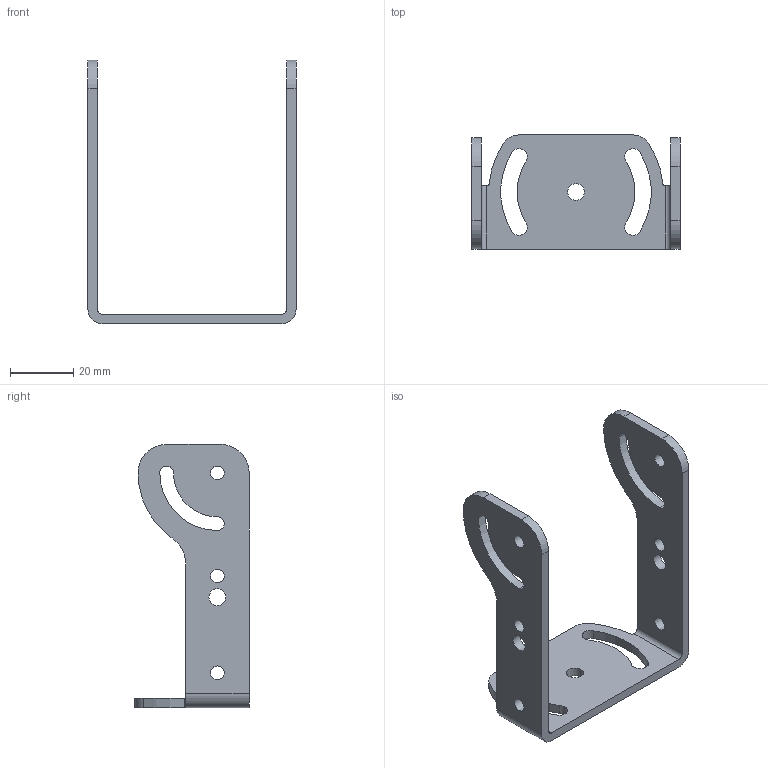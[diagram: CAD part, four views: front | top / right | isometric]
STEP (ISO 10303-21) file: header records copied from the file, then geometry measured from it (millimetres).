
FILE_DESCRIPTION(/* description */ ('Sestava'),/* implementation_level */ '2;1');
FILE_NAME(/* name */ 'SmartView_SP-50-ZOOM_3D_holder',/* time_stamp */ '2023-04-18T10:32:02+02:00',/* author */ ('Stanislav JedliÄŤka'),/* organization */ ('JedliÄŤka COMPUTERS s.r.o.'),/* preprocessor_version */ 'ST-DEVELOPER v16.7',/* originating_system */ 'DEX',/* authorisation */ $);
FILE_SCHEMA (('AUTOMOTIVE_DESIGN {1 0 10303 214 3 1 1}'));
Length unit declared in the file: millimetre
Products named in the file (1): Držák SP-50_v1
Bounding box: 65.6 x 36 x 83 mm (x, y, z)
Volume: 15852.5 mm3; surface area: 13316.3 mm2
Topology: 1 solids, 1 shells, 55 faces, 160 edges, 107 vertices
Faces by surface type: cylinder 43, plane 12
Full cylindrical faces by diameter (mm): 4.3 x6, 5.3 x3
Entity records: 1896 total; most frequent: DIRECTION 348, CARTESIAN_POINT 312, ORIENTED_EDGE 300, EDGE_CURVE 150, AXIS2_PLACEMENT_3D 142, VERTEX_POINT 106, EDGE_LOOP 90, FACE_BOUND 90
